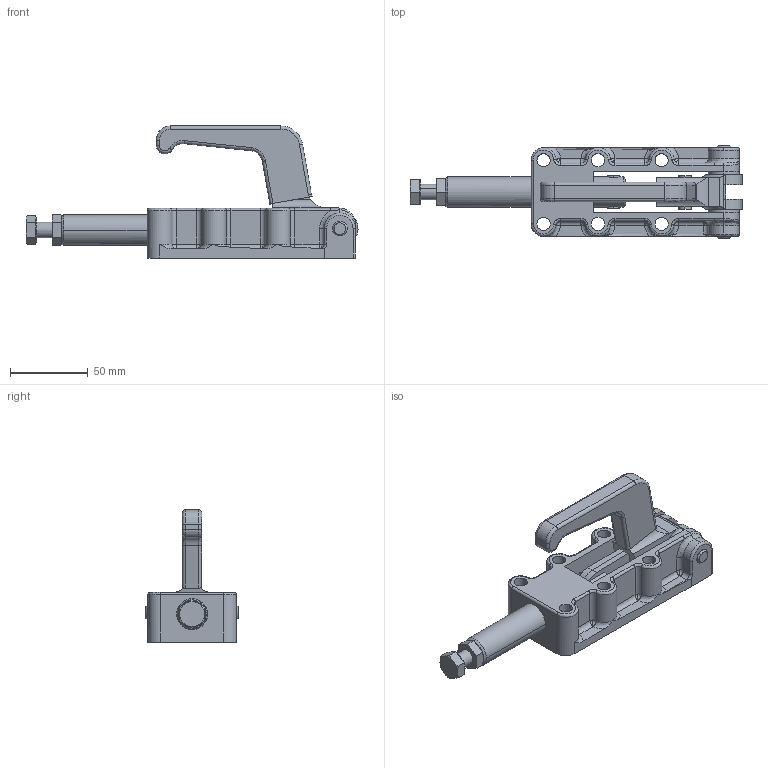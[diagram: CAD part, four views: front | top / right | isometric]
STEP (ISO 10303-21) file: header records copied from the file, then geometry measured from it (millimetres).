
FILE_DESCRIPTION (( 'STEP AP203' ), '1' );
FILE_NAME ('P1200.STEP', '2016-11-24T13:10:16', ( '' ), ( '' ), 'SwSTEP 2.0', 'SolidWorks 2016', '' );
FILE_SCHEMA (( 'CONFIG_CONTROL_DESIGN' ));
Length unit declared in the file: millimetre
Products named in the file (3): P1200; hex screw gradec_bsi_BS EN 24018 - M10 x 50-WN; P1200 body
Assembly tree (2 placements, depth 2):
  P1200
    P1200 body
    hex screw gradec_bsi_BS EN 24018 - M10 x 50-WN
Bounding box: 213.57 x 59.8 x 85.02 mm (x, y, z)
Volume: 195046 mm3; surface area: 86781.1 mm2
Topology: 14 solids, 14 shells, 372 faces, 912 edges, 551 vertices
Faces by surface type: cylinder 153, plane 115, bspline 66, cone 38
Entity records: 14087 total; most frequent: CARTESIAN_POINT 5297, ORIENTED_EDGE 1788, DIRECTION 1771, EDGE_CURVE 894, AXIS2_PLACEMENT_3D 697, VERTEX_POINT 551, EDGE_LOOP 417, CIRCLE 386
